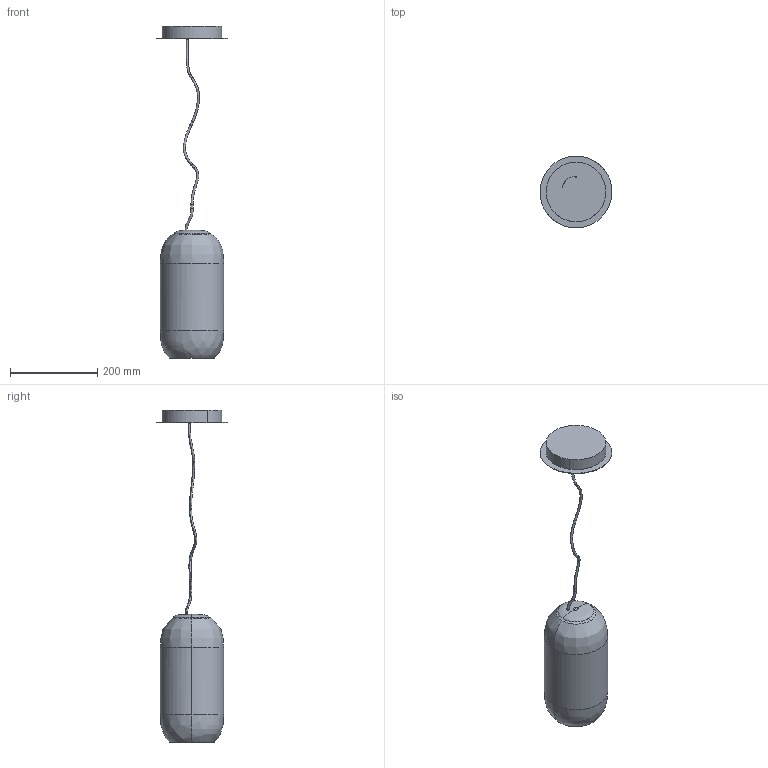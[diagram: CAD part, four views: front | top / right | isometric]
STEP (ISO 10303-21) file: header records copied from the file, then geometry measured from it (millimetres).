
FILE_DESCRIPTION(/* description */ (''),/* implementation_level */ '2;1');
FILE_NAME(/* name */ '140600~1',/* time_stamp */ '2019-07-16T17:15:43+02:00',/* author */ (''),/* organization */ (''),/* preprocessor_version */ 'ST-DEVELOPER v15',/* originating_system */ '',/* authorisation */ '');
FILE_SCHEMA (('AUTOMOTIVE_DESIGN'));
Length unit declared in the file: millimetre
Products named in the file (1): Document
Bounding box: 165 x 164.99 x 761.61 mm (x, y, z)
Volume: 967444.3 mm3; surface area: 348188 mm2
Topology: 4 solids, 17 shells, 96 faces, 253 edges, 170 vertices
Faces by surface type: bspline 86, plane 10
Entity records: 7681 total; most frequent: CARTESIAN_POINT 6389, ORIENTED_EDGE 424, EDGE_CURVE 232, VERTEX_POINT 152, EDGE_LOOP 102, ADVANCED_FACE 96, FACE_OUTER_BOUND 96, B_SPLINE_CURVE_WITH_KNOTS 36
